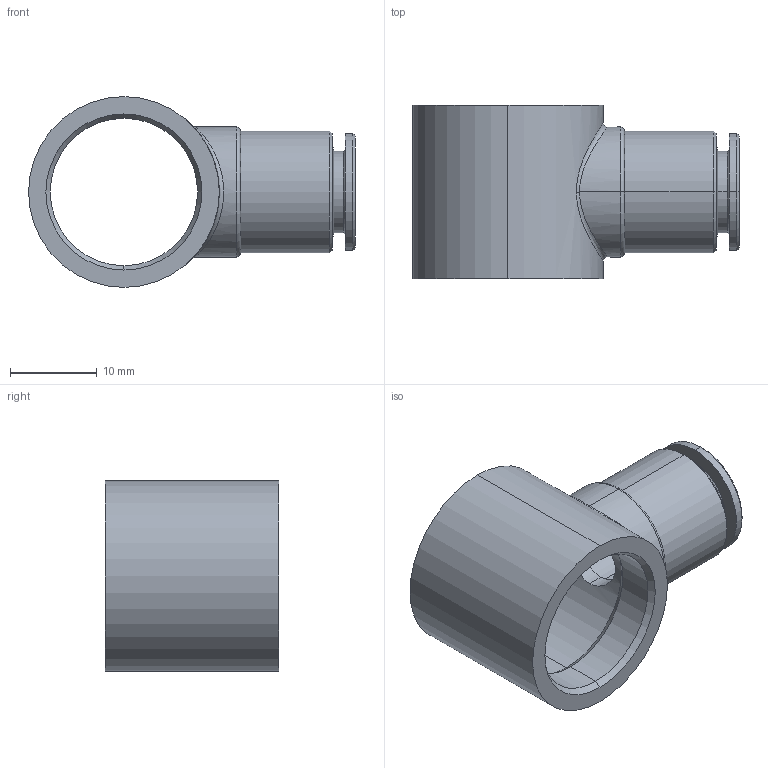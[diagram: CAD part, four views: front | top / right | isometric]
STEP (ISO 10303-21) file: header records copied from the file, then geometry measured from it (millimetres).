
FILE_DESCRIPTION (( 'STEP AP203' ), '1' );
FILE_NAME ('A0250043.STEP', '2009-12-10T10:22:20', ( '' ), ( 'sopra-pneumatic' ), 'SwSTEP 2.0', 'SolidWorks 2009', '' );
FILE_SCHEMA (( 'CONFIG_CONTROL_DESIGN' ));
Length unit declared in the file: millimetre
Products named in the file (1): A0250043
Bounding box: 37.7 x 20 x 22 mm (x, y, z)
Volume: 4314.1 mm3; surface area: 3971.9 mm2
Topology: 1 solids, 1 shells, 49 faces, 102 edges, 58 vertices
Faces by surface type: cone 20, cylinder 20, plane 5, bspline 2, torus 2
Entity records: 2616 total; most frequent: CARTESIAN_POINT 1473, DIRECTION 244, ORIENTED_EDGE 204, EDGE_CURVE 102, AXIS2_PLACEMENT_3D 102, VERTEX_POINT 58, EDGE_LOOP 56, CIRCLE 54
